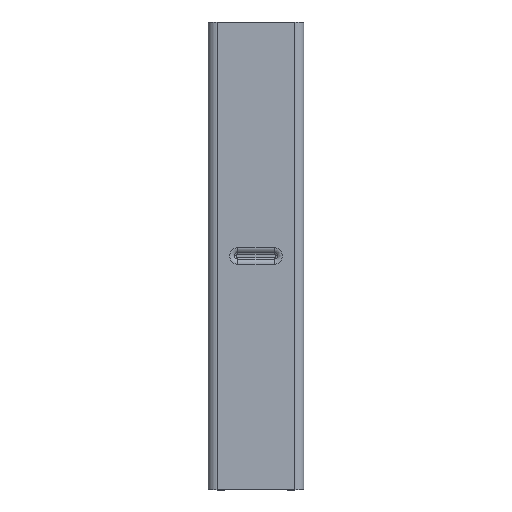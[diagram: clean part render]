
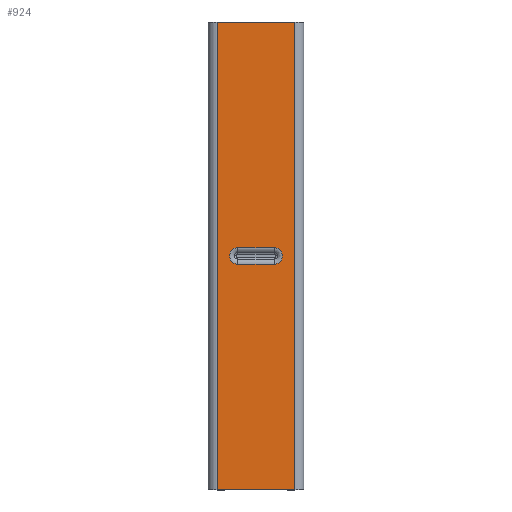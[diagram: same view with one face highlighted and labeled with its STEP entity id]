
A CAD part, top view. The second image highlights one B-rep face of the part: STEP entity #924.
In plain terms, the highlighted planar face has unit normal (0, 0, 1).
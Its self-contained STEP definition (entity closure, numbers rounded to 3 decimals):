
#14 = LINE ( 'NONE', #1083, #307 ) ;
#24 = EDGE_CURVE ( 'NONE', #72, #1144, #349, .T. ) ;
#35 = CARTESIAN_POINT ( 'NONE',  ( 20.5, 100., 0. ) ) ;
#52 = CARTESIAN_POINT ( 'NONE',  ( 16.5, -100., 0. ) ) ;
#58 = ORIENTED_EDGE ( 'NONE', *, *, #687, .T. ) ;
#72 = VERTEX_POINT ( 'NONE', #778 ) ;
#81 = EDGE_CURVE ( 'NONE', #896, #107, #551, .T. ) ;
#84 = VECTOR ( 'NONE', #959, 1000. ) ;
#101 = AXIS2_PLACEMENT_3D ( 'NONE', #1076, #320, #1091 ) ;
#106 = ORIENTED_EDGE ( 'NONE', *, *, #326, .T. ) ;
#107 = VERTEX_POINT ( 'NONE', #543 ) ;
#155 = EDGE_CURVE ( 'NONE', #280, #1035, #1256, .T. ) ;
#179 = ORIENTED_EDGE ( 'NONE', *, *, #808, .T. ) ;
#181 = DIRECTION ( 'NONE',  ( -1., 0., 0. ) ) ;
#185 = AXIS2_PLACEMENT_3D ( 'NONE', #354, #1119, #680 ) ;
#198 = ORIENTED_EDGE ( 'NONE', *, *, #852, .T. ) ;
#280 = VERTEX_POINT ( 'NONE', #480 ) ;
#307 = VECTOR ( 'NONE', #846, 1000. ) ;
#320 = DIRECTION ( 'NONE',  ( 0., 0., -1. ) ) ;
#326 = EDGE_CURVE ( 'NONE', #1343, #280, #1353, .T. ) ;
#340 = DIRECTION ( 'NONE',  ( 1., 0., 0. ) ) ;
#342 = CARTESIAN_POINT ( 'NONE',  ( -20.5, -100., 0. ) ) ;
#349 = LINE ( 'NONE', #35, #495 ) ;
#354 = CARTESIAN_POINT ( 'NONE',  ( -7.75, 0., 0. ) ) ;
#383 = CARTESIAN_POINT ( 'NONE',  ( -7.75, 3.541, 0. ) ) ;
#384 = CARTESIAN_POINT ( 'NONE',  ( 7.75, -3.541, 0. ) ) ;
#387 = AXIS2_PLACEMENT_3D ( 'NONE', #342, #684, #455 ) ;
#448 = CARTESIAN_POINT ( 'NONE',  ( -7.75, 3.541, 0. ) ) ;
#455 = DIRECTION ( 'NONE',  ( 1., 0., 0. ) ) ;
#462 = LINE ( 'NONE', #448, #643 ) ;
#480 = CARTESIAN_POINT ( 'NONE',  ( -7.75, -3.541, 0. ) ) ;
#495 = VECTOR ( 'NONE', #340, 1000. ) ;
#534 = CARTESIAN_POINT ( 'NONE',  ( 16.5, 100., 0. ) ) ;
#543 = CARTESIAN_POINT ( 'NONE',  ( -16.5, -100., 0. ) ) ;
#551 = LINE ( 'NONE', #1197, #982 ) ;
#555 = FACE_BOUND ( 'NONE', #1127, .T. ) ;
#633 = ORIENTED_EDGE ( 'NONE', *, *, #24, .F. ) ;
#643 = VECTOR ( 'NONE', #1198, 1000. ) ;
#670 = DIRECTION ( 'NONE',  ( -1., 0., 0. ) ) ;
#680 = DIRECTION ( 'NONE',  ( 0., -1., 0. ) ) ;
#684 = DIRECTION ( 'NONE',  ( 0., 0., 1. ) ) ;
#687 = EDGE_CURVE ( 'NONE', #1035, #860, #462, .T. ) ;
#778 = CARTESIAN_POINT ( 'NONE',  ( -16.5, 100., 0. ) ) ;
#808 = EDGE_CURVE ( 'NONE', #72, #107, #14, .T. ) ;
#846 = DIRECTION ( 'NONE',  ( 0., -1., 0. ) ) ;
#852 = EDGE_CURVE ( 'NONE', #896, #1144, #1069, .T. ) ;
#860 = VERTEX_POINT ( 'NONE', #1282 ) ;
#866 = CARTESIAN_POINT ( 'NONE',  ( 7.75, -3.541, 0. ) ) ;
#870 = VECTOR ( 'NONE', #181, 1000. ) ;
#896 = VERTEX_POINT ( 'NONE', #52 ) ;
#907 = ORIENTED_EDGE ( 'NONE', *, *, #81, .F. ) ;
#924 = ADVANCED_FACE ( 'NONE', ( #984, #555 ), #1218, .T. ) ;
#959 = DIRECTION ( 'NONE',  ( 0., 1., 0. ) ) ;
#982 = VECTOR ( 'NONE', #670, 1000. ) ;
#984 = FACE_OUTER_BOUND ( 'NONE', #1079, .T. ) ;
#1035 = VERTEX_POINT ( 'NONE', #383 ) ;
#1049 = ORIENTED_EDGE ( 'NONE', *, *, #1251, .T. ) ;
#1067 = ORIENTED_EDGE ( 'NONE', *, *, #155, .T. ) ;
#1069 = LINE ( 'NONE', #534, #84 ) ;
#1076 = CARTESIAN_POINT ( 'NONE',  ( 7.75, 0., 0. ) ) ;
#1079 = EDGE_LOOP ( 'NONE', ( #633, #179, #907, #198 ) ) ;
#1083 = CARTESIAN_POINT ( 'NONE',  ( -16.5, -100., 0. ) ) ;
#1091 = DIRECTION ( 'NONE',  ( 0., 1., 0. ) ) ;
#1119 = DIRECTION ( 'NONE',  ( 0., 0., -1. ) ) ;
#1127 = EDGE_LOOP ( 'NONE', ( #1067, #58, #1049, #106 ) ) ;
#1144 = VERTEX_POINT ( 'NONE', #1265 ) ;
#1197 = CARTESIAN_POINT ( 'NONE',  ( -20.5, -100., 0. ) ) ;
#1198 = DIRECTION ( 'NONE',  ( 1., 0., 0. ) ) ;
#1214 = CIRCLE ( 'NONE', #101, 3.541 ) ;
#1218 = PLANE ( 'NONE',  #387 ) ;
#1251 = EDGE_CURVE ( 'NONE', #860, #1343, #1214, .T. ) ;
#1256 = CIRCLE ( 'NONE', #185, 3.541 ) ;
#1265 = CARTESIAN_POINT ( 'NONE',  ( 16.5, 100., 0. ) ) ;
#1282 = CARTESIAN_POINT ( 'NONE',  ( 7.75, 3.541, 0. ) ) ;
#1343 = VERTEX_POINT ( 'NONE', #866 ) ;
#1353 = LINE ( 'NONE', #384, #870 ) ;
